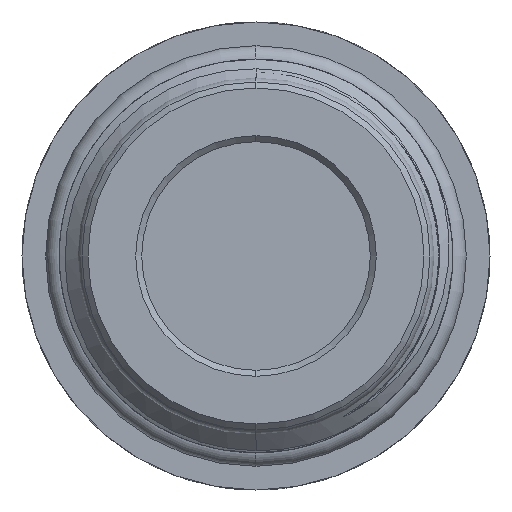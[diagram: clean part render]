
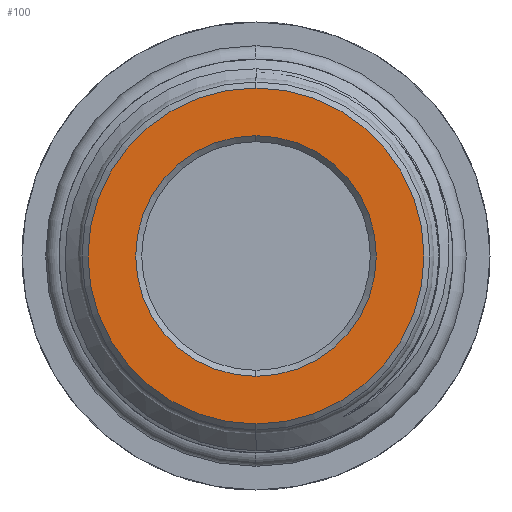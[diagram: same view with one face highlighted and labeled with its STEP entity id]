
A CAD part, left-side view. The second image highlights one B-rep face of the part: STEP entity #100.
In plain terms, the highlighted planar face has unit normal (-1, 0, 0).
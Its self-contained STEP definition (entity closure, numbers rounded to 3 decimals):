
#46 = CARTESIAN_POINT ( 'NONE',  ( 0., 0., -14. ) ) ;
#71 = VERTEX_POINT ( 'NONE', #146 ) ;
#100 = ADVANCED_FACE ( 'NONE', ( #1516, #1360 ), #1298, .F. ) ;
#146 = CARTESIAN_POINT ( 'NONE',  ( 0., 0., -10.025 ) ) ;
#152 = EDGE_LOOP ( 'NONE', ( #2083, #918 ) ) ;
#188 = DIRECTION ( 'NONE',  ( 1., 0., 0. ) ) ;
#337 = CARTESIAN_POINT ( 'NONE',  ( 0., 0., 0. ) ) ;
#593 = EDGE_CURVE ( 'NONE', #1180, #71, #6360, .T. ) ;
#727 = DIRECTION ( 'NONE',  ( 0., 0., -1. ) ) ;
#766 = EDGE_CURVE ( 'NONE', #6738, #1828, #2005, .T. ) ;
#918 = ORIENTED_EDGE ( 'NONE', *, *, #6798, .T. ) ;
#968 = AXIS2_PLACEMENT_3D ( 'NONE', #4154, #2065, #3054 ) ;
#1018 = CARTESIAN_POINT ( 'NONE',  ( 0., 0., 0. ) ) ;
#1062 = DIRECTION ( 'NONE',  ( 0., 0., -1. ) ) ;
#1180 = VERTEX_POINT ( 'NONE', #1648 ) ;
#1242 = CARTESIAN_POINT ( 'NONE',  ( 0., 0., 0. ) ) ;
#1298 = PLANE ( 'NONE',  #5432 ) ;
#1360 = FACE_OUTER_BOUND ( 'NONE', #1697, .T. ) ;
#1516 = FACE_BOUND ( 'NONE', #152, .T. ) ;
#1619 = DIRECTION ( 'NONE',  ( -1., 0., 0. ) ) ;
#1648 = CARTESIAN_POINT ( 'NONE',  ( 0., 0., 10.025 ) ) ;
#1697 = EDGE_LOOP ( 'NONE', ( #2862, #3678 ) ) ;
#1828 = VERTEX_POINT ( 'NONE', #46 ) ;
#2005 = CIRCLE ( 'NONE', #3037, 14. ) ;
#2065 = DIRECTION ( 'NONE',  ( 1., 0., 0. ) ) ;
#2083 = ORIENTED_EDGE ( 'NONE', *, *, #593, .T. ) ;
#2084 = CARTESIAN_POINT ( 'NONE',  ( 0., 0., 0. ) ) ;
#2862 = ORIENTED_EDGE ( 'NONE', *, *, #5347, .T. ) ;
#3037 = AXIS2_PLACEMENT_3D ( 'NONE', #2084, #3207, #5788 ) ;
#3054 = DIRECTION ( 'NONE',  ( 0., 0., -1. ) ) ;
#3207 = DIRECTION ( 'NONE',  ( -1., 0., 0. ) ) ;
#3616 = CIRCLE ( 'NONE', #5619, 14. ) ;
#3678 = ORIENTED_EDGE ( 'NONE', *, *, #766, .T. ) ;
#4034 = AXIS2_PLACEMENT_3D ( 'NONE', #1242, #188, #727 ) ;
#4154 = CARTESIAN_POINT ( 'NONE',  ( 0., 0., 0. ) ) ;
#4434 = CARTESIAN_POINT ( 'NONE',  ( 0., 0., 14. ) ) ;
#5005 = DIRECTION ( 'NONE',  ( 1., 0., 0. ) ) ;
#5347 = EDGE_CURVE ( 'NONE', #1828, #6738, #3616, .T. ) ;
#5432 = AXIS2_PLACEMENT_3D ( 'NONE', #337, #5005, #6580 ) ;
#5619 = AXIS2_PLACEMENT_3D ( 'NONE', #1018, #1619, #1062 ) ;
#5788 = DIRECTION ( 'NONE',  ( 0., 0., -1. ) ) ;
#6360 = CIRCLE ( 'NONE', #968, 10.025 ) ;
#6580 = DIRECTION ( 'NONE',  ( 0., 0., -1. ) ) ;
#6659 = CIRCLE ( 'NONE', #4034, 10.025 ) ;
#6738 = VERTEX_POINT ( 'NONE', #4434 ) ;
#6798 = EDGE_CURVE ( 'NONE', #71, #1180, #6659, .T. ) ;
